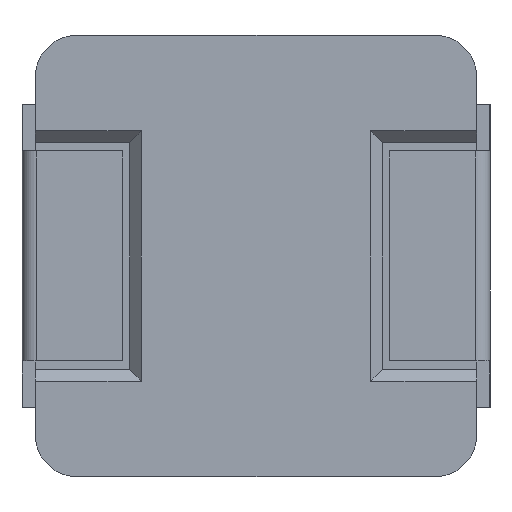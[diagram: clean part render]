
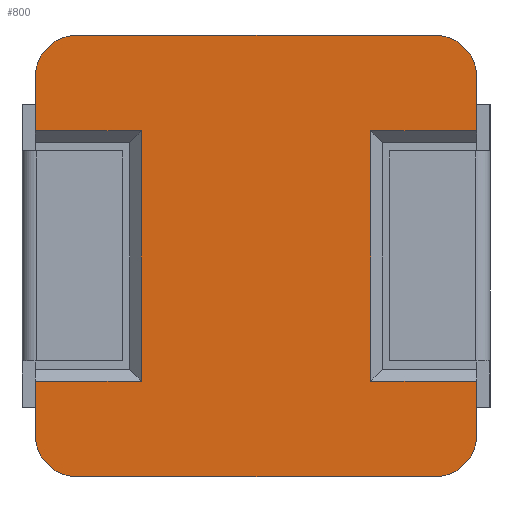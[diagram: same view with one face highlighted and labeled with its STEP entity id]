
A CAD part, front view. The second image highlights one B-rep face of the part: STEP entity #800.
In plain terms, the highlighted planar face has unit normal (0, -1, 0).
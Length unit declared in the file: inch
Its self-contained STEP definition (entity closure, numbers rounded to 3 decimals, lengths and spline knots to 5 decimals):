
#16 = DIRECTION ( 'NONE',  ( 0., 0., 1. ) ) ;
#18 = EDGE_CURVE ( 'NONE', #1818, #3454, #3290, .T. ) ;
#28 = CARTESIAN_POINT ( 'NONE',  ( 0.12682, 0.09557, 0.31638 ) ) ;
#45 = EDGE_CURVE ( 'NONE', #3454, #3788, #1621, .T. ) ;
#47 = CARTESIAN_POINT ( 'NONE',  ( -0.00978, 0.09557, 0.31638 ) ) ;
#52 = CARTESIAN_POINT ( 'NONE',  ( 0.16522, 0.09557, 0.28418 ) ) ;
#153 = EDGE_CURVE ( 'NONE', #448, #3795, #1486, .T. ) ;
#168 = EDGE_CURVE ( 'NONE', #3795, #3463, #1504, .T. ) ;
#181 = VECTOR ( 'NONE', #1615, 39.37008 ) ;
#182 = EDGE_CURVE ( 'NONE', #3463, #2726, #1474, .T. ) ;
#207 = EDGE_CURVE ( 'NONE', #3184, #2562, #1227, .T. ) ;
#225 = EDGE_CURVE ( 'NONE', #2562, #3753, #1179, .T. ) ;
#227 = EDGE_CURVE ( 'NONE', #3753, #2787, #1181, .T. ) ;
#238 = CARTESIAN_POINT ( 'NONE',  ( 0.16522, 0.09557, 0.07838 ) ) ;
#240 = EDGE_CURVE ( 'NONE', #448, #3620, #1189, .T. ) ;
#254 = EDGE_CURVE ( 'NONE', #3620, #2165, #1161, .T. ) ;
#263 = EDGE_CURVE ( 'NONE', #2165, #2098, #1143, .T. ) ;
#291 = CARTESIAN_POINT ( 'NONE',  ( 0.18982, 0.09557, 0.31638 ) ) ;
#348 = CARTESIAN_POINT ( 'NONE',  ( 0.16522, 0.09557, 0.28418 ) ) ;
#356 = ORIENTED_EDGE ( 'NONE', *, *, #207, .T. ) ;
#445 = CARTESIAN_POINT ( 'NONE',  ( 0.16522, 0.09557, 0.13518 ) ) ;
#448 = VERTEX_POINT ( 'NONE', #622 ) ;
#492 = CIRCLE ( 'NONE', #1644, 0.0246 ) ;
#593 = AXIS2_PLACEMENT_3D ( 'NONE', #3076, #2811, #2959 ) ;
#622 = CARTESIAN_POINT ( 'NONE',  ( -0.07278, 0.09557, 0.28418 ) ) ;
#720 = DIRECTION ( 'NONE',  ( 0., 0., 1. ) ) ;
#724 = DIRECTION ( 'NONE',  ( 0., 1., 0. ) ) ;
#727 = CARTESIAN_POINT ( 'NONE',  ( 0.16522, 0.09557, 0.31638 ) ) ;
#739 = DIRECTION ( 'NONE',  ( 0., 0., -1. ) ) ;
#800 = ADVANCED_FACE ( 'NONE', ( #2967 ), #3069, .F. ) ;
#830 = LINE ( 'NONE', #2758, #899 ) ;
#899 = VECTOR ( 'NONE', #1431, 39.37008 ) ;
#952 = EDGE_CURVE ( 'NONE', #3434, #1818, #2290, .T. ) ;
#989 = DIRECTION ( 'NONE',  ( -1., 0., 0. ) ) ;
#1024 = VECTOR ( 'NONE', #2130, 39.37008 ) ;
#1051 = EDGE_CURVE ( 'NONE', #3788, #2098, #2367, .T. ) ;
#1107 = VECTOR ( 'NONE', #3675, 39.37008 ) ;
#1137 = VECTOR ( 'NONE', #3660, 39.37008 ) ;
#1143 = LINE ( 'NONE', #2341, #1107 ) ;
#1161 = LINE ( 'NONE', #47, #1873 ) ;
#1164 = VECTOR ( 'NONE', #3708, 39.37008 ) ;
#1179 = LINE ( 'NONE', #28, #1184 ) ;
#1181 = LINE ( 'NONE', #348, #1164 ) ;
#1184 = VECTOR ( 'NONE', #16, 39.37008 ) ;
#1189 = LINE ( 'NONE', #52, #1137 ) ;
#1227 = LINE ( 'NONE', #445, #1232 ) ;
#1232 = VECTOR ( 'NONE', #989, 39.37008 ) ;
#1238 = EDGE_CURVE ( 'NONE', #2726, #1941, #492, .T. ) ;
#1431 = DIRECTION ( 'NONE',  ( 0., 0., -1. ) ) ;
#1442 = VECTOR ( 'NONE', #2997, 39.37008 ) ;
#1474 = LINE ( 'NONE', #2795, #1442 ) ;
#1486 = LINE ( 'NONE', #3201, #1500 ) ;
#1500 = VECTOR ( 'NONE', #3178, 39.37008 ) ;
#1504 = CIRCLE ( 'NONE', #593, 0.0246 ) ;
#1566 = CARTESIAN_POINT ( 'NONE',  ( -0.07278, 0.09557, 0.31638 ) ) ;
#1570 = VECTOR ( 'NONE', #739, 39.37008 ) ;
#1615 = DIRECTION ( 'NONE',  ( 0., 0., 1. ) ) ;
#1619 = ORIENTED_EDGE ( 'NONE', *, *, #2613, .F. ) ;
#1621 = CIRCLE ( 'NONE', #2723, 0.0246 ) ;
#1644 = AXIS2_PLACEMENT_3D ( 'NONE', #727, #724, #720 ) ;
#1818 = VERTEX_POINT ( 'NONE', #238 ) ;
#1873 = VECTOR ( 'NONE', #3595, 39.37008 ) ;
#1941 = VERTEX_POINT ( 'NONE', #291 ) ;
#2024 = ORIENTED_EDGE ( 'NONE', *, *, #153, .F. ) ;
#2098 = VERTEX_POINT ( 'NONE', #2819 ) ;
#2130 = DIRECTION ( 'NONE',  ( -1., 0., 0. ) ) ;
#2148 = CARTESIAN_POINT ( 'NONE',  ( -0.00978, 0.09557, 0.13518 ) ) ;
#2149 = DIRECTION ( 'NONE',  ( 0., 0., -1. ) ) ;
#2158 = DIRECTION ( 'NONE',  ( 0., 1., 0. ) ) ;
#2165 = VERTEX_POINT ( 'NONE', #2148 ) ;
#2166 = CARTESIAN_POINT ( 'NONE',  ( 0.16522, 0.09557, 0.10298 ) ) ;
#2172 = CARTESIAN_POINT ( 'NONE',  ( -0.04818, 0.09557, 0.07838 ) ) ;
#2242 = ORIENTED_EDGE ( 'NONE', *, *, #1051, .F. ) ;
#2290 = CIRCLE ( 'NONE', #2478, 0.0246 ) ;
#2306 = ORIENTED_EDGE ( 'NONE', *, *, #225, .T. ) ;
#2311 = ORIENTED_EDGE ( 'NONE', *, *, #227, .T. ) ;
#2321 = ORIENTED_EDGE ( 'NONE', *, *, #3052, .F. ) ;
#2328 = ORIENTED_EDGE ( 'NONE', *, *, #1238, .F. ) ;
#2332 = ORIENTED_EDGE ( 'NONE', *, *, #182, .F. ) ;
#2341 = CARTESIAN_POINT ( 'NONE',  ( 0.16522, 0.09557, 0.13518 ) ) ;
#2342 = ORIENTED_EDGE ( 'NONE', *, *, #168, .F. ) ;
#2353 = ORIENTED_EDGE ( 'NONE', *, *, #240, .T. ) ;
#2367 = LINE ( 'NONE', #1566, #181 ) ;
#2369 = ORIENTED_EDGE ( 'NONE', *, *, #254, .T. ) ;
#2386 = ORIENTED_EDGE ( 'NONE', *, *, #45, .F. ) ;
#2391 = ORIENTED_EDGE ( 'NONE', *, *, #18, .F. ) ;
#2395 = ORIENTED_EDGE ( 'NONE', *, *, #952, .F. ) ;
#2478 = AXIS2_PLACEMENT_3D ( 'NONE', #2166, #2158, #2149 ) ;
#2562 = VERTEX_POINT ( 'NONE', #3518 ) ;
#2613 = EDGE_CURVE ( 'NONE', #3184, #3434, #3782, .T. ) ;
#2621 = CARTESIAN_POINT ( 'NONE',  ( 0.18982, 0.09557, 0.13518 ) ) ;
#2640 = CARTESIAN_POINT ( 'NONE',  ( -0.04818, 0.09557, 0.10298 ) ) ;
#2651 = DIRECTION ( 'NONE',  ( 0., 0., -1. ) ) ;
#2671 = DIRECTION ( 'NONE',  ( 0., 1., 0. ) ) ;
#2723 = AXIS2_PLACEMENT_3D ( 'NONE', #2640, #2671, #2651 ) ;
#2726 = VERTEX_POINT ( 'NONE', #3009 ) ;
#2758 = CARTESIAN_POINT ( 'NONE',  ( 0.18982, 0.09557, 0.31638 ) ) ;
#2783 = CARTESIAN_POINT ( 'NONE',  ( 0.18982, 0.09557, 0.10298 ) ) ;
#2787 = VERTEX_POINT ( 'NONE', #3739 ) ;
#2795 = CARTESIAN_POINT ( 'NONE',  ( -0.04818, 0.09557, 0.34098 ) ) ;
#2811 = DIRECTION ( 'NONE',  ( 0., 1., 0. ) ) ;
#2819 = CARTESIAN_POINT ( 'NONE',  ( -0.07278, 0.09557, 0.13518 ) ) ;
#2831 = CARTESIAN_POINT ( 'NONE',  ( 0.18982, 0.09557, 0.31638 ) ) ;
#2941 = AXIS2_PLACEMENT_3D ( 'NONE', #3028, #3023, #3014 ) ;
#2959 = DIRECTION ( 'NONE',  ( 0., 0., -1. ) ) ;
#2967 = FACE_OUTER_BOUND ( 'NONE', #3222, .T. ) ;
#2997 = DIRECTION ( 'NONE',  ( 1., 0., 0. ) ) ;
#3009 = CARTESIAN_POINT ( 'NONE',  ( 0.16522, 0.09557, 0.34098 ) ) ;
#3014 = DIRECTION ( 'NONE',  ( 0., 0., 1. ) ) ;
#3023 = DIRECTION ( 'NONE',  ( 0., 1., 0. ) ) ;
#3028 = CARTESIAN_POINT ( 'NONE',  ( 0.16522, 0.09557, 0.31638 ) ) ;
#3052 = EDGE_CURVE ( 'NONE', #1941, #2787, #830, .T. ) ;
#3069 = PLANE ( 'NONE',  #2941 ) ;
#3076 = CARTESIAN_POINT ( 'NONE',  ( -0.04818, 0.09557, 0.31638 ) ) ;
#3178 = DIRECTION ( 'NONE',  ( 0., 0., 1. ) ) ;
#3184 = VERTEX_POINT ( 'NONE', #2621 ) ;
#3201 = CARTESIAN_POINT ( 'NONE',  ( -0.07278, 0.09557, 0.31638 ) ) ;
#3222 = EDGE_LOOP ( 'NONE', ( #1619, #356, #2306, #2311, #2321, #2328, #2332, #2342, #2024, #2353, #2369, #3323, #2242, #2386, #2391, #2395 ) ) ;
#3290 = LINE ( 'NONE', #2172, #1024 ) ;
#3323 = ORIENTED_EDGE ( 'NONE', *, *, #263, .T. ) ;
#3434 = VERTEX_POINT ( 'NONE', #2783 ) ;
#3454 = VERTEX_POINT ( 'NONE', #3861 ) ;
#3463 = VERTEX_POINT ( 'NONE', #3865 ) ;
#3518 = CARTESIAN_POINT ( 'NONE',  ( 0.12682, 0.09557, 0.13518 ) ) ;
#3595 = DIRECTION ( 'NONE',  ( 0., 0., -1. ) ) ;
#3620 = VERTEX_POINT ( 'NONE', #3817 ) ;
#3660 = DIRECTION ( 'NONE',  ( 1., 0., 0. ) ) ;
#3675 = DIRECTION ( 'NONE',  ( -1., 0., 0. ) ) ;
#3678 = CARTESIAN_POINT ( 'NONE',  ( 0.12682, 0.09557, 0.28418 ) ) ;
#3686 = CARTESIAN_POINT ( 'NONE',  ( -0.07278, 0.09557, 0.31638 ) ) ;
#3689 = CARTESIAN_POINT ( 'NONE',  ( -0.07278, 0.09557, 0.10298 ) ) ;
#3708 = DIRECTION ( 'NONE',  ( 1., 0., 0. ) ) ;
#3739 = CARTESIAN_POINT ( 'NONE',  ( 0.18982, 0.09557, 0.28418 ) ) ;
#3753 = VERTEX_POINT ( 'NONE', #3678 ) ;
#3782 = LINE ( 'NONE', #2831, #1570 ) ;
#3788 = VERTEX_POINT ( 'NONE', #3689 ) ;
#3795 = VERTEX_POINT ( 'NONE', #3686 ) ;
#3817 = CARTESIAN_POINT ( 'NONE',  ( -0.00978, 0.09557, 0.28418 ) ) ;
#3861 = CARTESIAN_POINT ( 'NONE',  ( -0.04818, 0.09557, 0.07838 ) ) ;
#3865 = CARTESIAN_POINT ( 'NONE',  ( -0.04818, 0.09557, 0.34098 ) ) ;
